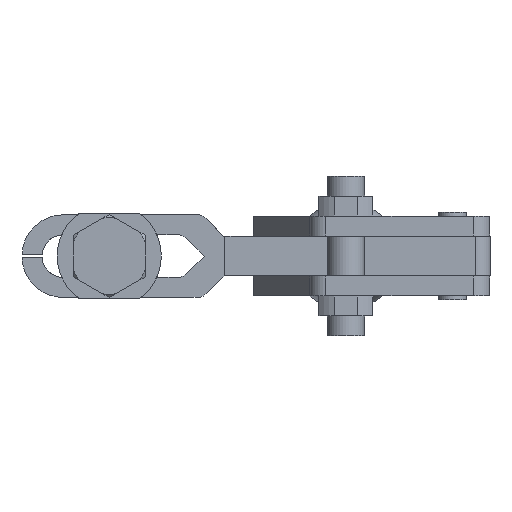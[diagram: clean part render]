
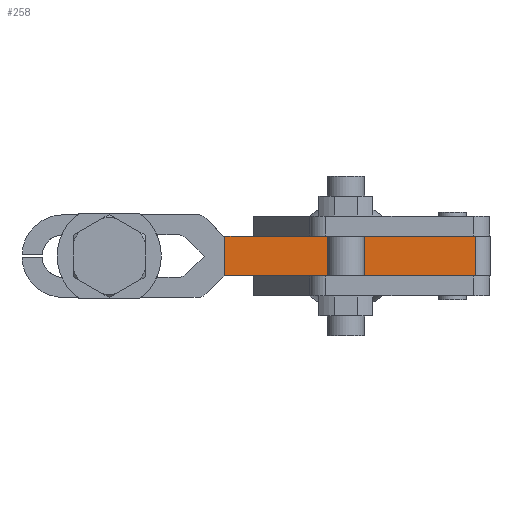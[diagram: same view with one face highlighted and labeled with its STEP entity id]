
A CAD part, front view. The second image highlights one B-rep face of the part: STEP entity #258.
In plain terms, the highlighted planar face has unit normal (0, -1, 0).
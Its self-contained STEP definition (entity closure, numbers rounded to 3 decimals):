
#258 = ADVANCED_FACE( '', ( #708 ), #709, .T. );
#708 = FACE_OUTER_BOUND( '', #1219, .T. );
#709 = PLANE( '', #1220 );
#1219 = EDGE_LOOP( '', ( #2873, #2874, #2875, #2876, #2877, #2878, #2879, #2880 ) );
#1220 = AXIS2_PLACEMENT_3D( '', #2881, #2882, #2883 );
#2873 = ORIENTED_EDGE( '', *, *, #3606, .T. );
#2874 = ORIENTED_EDGE( '', *, *, #3828, .T. );
#2875 = ORIENTED_EDGE( '', *, *, #3829, .F. );
#2876 = ORIENTED_EDGE( '', *, *, #3815, .F. );
#2877 = ORIENTED_EDGE( '', *, *, #3830, .F. );
#2878 = ORIENTED_EDGE( '', *, *, #3696, .F. );
#2879 = ORIENTED_EDGE( '', *, *, #3652, .T. );
#2880 = ORIENTED_EDGE( '', *, *, #3613, .T. );
#2881 = CARTESIAN_POINT( '', ( 30.1, 28., 2.99 ) );
#2882 = DIRECTION( '', ( 0., -1., 0. ) );
#2883 = DIRECTION( '', ( -1., 0., 0. ) );
#3606 = EDGE_CURVE( '', #4493, #4490, #4494, .T. );
#3613 = EDGE_CURVE( '', #4505, #4493, #4506, .T. );
#3652 = EDGE_CURVE( '', #4564, #4505, #4565, .T. );
#3696 = EDGE_CURVE( '', #4564, #4635, #4636, .T. );
#3815 = EDGE_CURVE( '', #4829, #4824, #4831, .T. );
#3828 = EDGE_CURVE( '', #4490, #4849, #4850, .T. );
#3829 = EDGE_CURVE( '', #4824, #4849, #4851, .T. );
#3830 = EDGE_CURVE( '', #4635, #4829, #4852, .T. );
#4490 = VERTEX_POINT( '', #5904 );
#4493 = VERTEX_POINT( '', #5908 );
#4494 = LINE( '', #5909, #5910 );
#4505 = VERTEX_POINT( '', #5927 );
#4506 = LINE( '', #5928, #5929 );
#4564 = VERTEX_POINT( '', #6016 );
#4565 = LINE( '', #6017, #6018 );
#4635 = VERTEX_POINT( '', #6119 );
#4636 = LINE( '', #6120, #6121 );
#4824 = VERTEX_POINT( '', #6361 );
#4829 = VERTEX_POINT( '', #6367 );
#4831 = LINE( '', #6369, #6370 );
#4849 = VERTEX_POINT( '', #6397 );
#4850 = LINE( '', #6398, #6399 );
#4851 = LINE( '', #6400, #6401 );
#4852 = LINE( '', #6402, #6403 );
#5904 = CARTESIAN_POINT( '', ( 30.11, 28., -2.99 ) );
#5908 = CARTESIAN_POINT( '', ( 30.11, 28., 2.96 ) );
#5909 = CARTESIAN_POINT( '', ( 30.11, 28., -0.005 ) );
#5910 = VECTOR( '', #7155, 1. );
#5927 = CARTESIAN_POINT( '', ( 30.1, 28., 2.97 ) );
#5928 = CARTESIAN_POINT( '', ( 30.1, 28., 2.97 ) );
#5929 = VECTOR( '', #7162, 1. );
#6016 = CARTESIAN_POINT( '', ( 30.1, 28., 2.99 ) );
#6017 = CARTESIAN_POINT( '', ( 30.1, 28., 2.99 ) );
#6018 = VECTOR( '', #7219, 1. );
#6119 = CARTESIAN_POINT( '', ( 34.492, 28., 2.99 ) );
#6120 = CARTESIAN_POINT( '', ( 30.1, 28., 2.99 ) );
#6121 = VECTOR( '', #7287, 1. );
#6361 = CARTESIAN_POINT( '', ( 67.81, 28., -2.99 ) );
#6367 = CARTESIAN_POINT( '', ( 67.81, 28., 2.99 ) );
#6369 = CARTESIAN_POINT( '', ( 67.81, 28., 2.99 ) );
#6370 = VECTOR( '', #7536, 1. );
#6397 = CARTESIAN_POINT( '', ( 34.492, 28., -2.99 ) );
#6398 = CARTESIAN_POINT( '', ( 30.1, 28., -2.99 ) );
#6399 = VECTOR( '', #7555, 1. );
#6400 = CARTESIAN_POINT( '', ( 32.25, 28., -2.99 ) );
#6401 = VECTOR( '', #7556, 1. );
#6402 = CARTESIAN_POINT( '', ( 32.25, 28., 2.99 ) );
#6403 = VECTOR( '', #7557, 1. );
#7155 = DIRECTION( '', ( 0., 0., -1. ) );
#7162 = DIRECTION( '', ( 0.707, 0., -0.707 ) );
#7219 = DIRECTION( '', ( 0., 0., -1. ) );
#7287 = DIRECTION( '', ( 1., 0., 0. ) );
#7536 = DIRECTION( '', ( 0., 0., -1. ) );
#7555 = DIRECTION( '', ( 1., 0., 0. ) );
#7556 = DIRECTION( '', ( -1., 0., 0. ) );
#7557 = DIRECTION( '', ( 1., 0., 0. ) );
